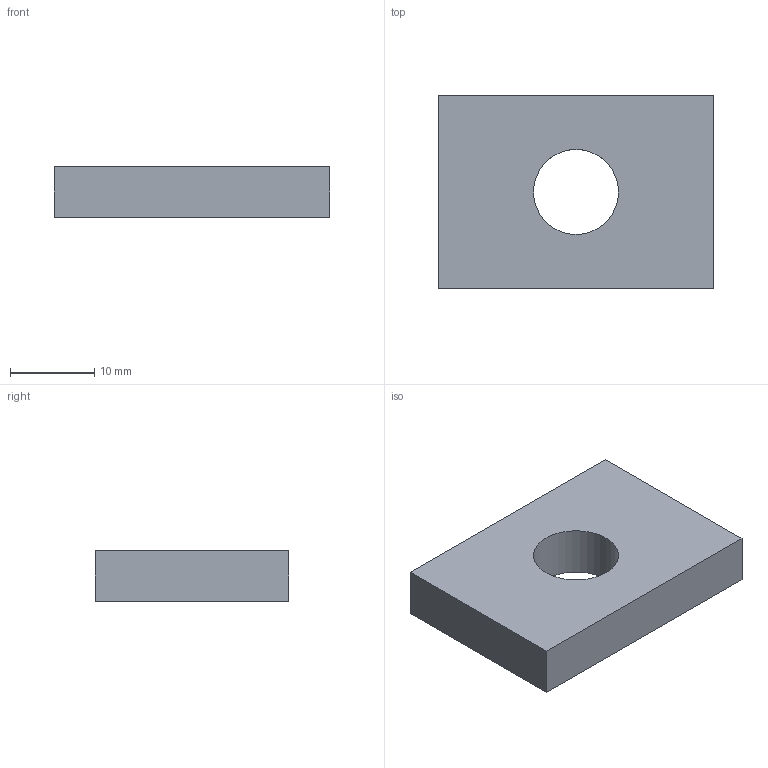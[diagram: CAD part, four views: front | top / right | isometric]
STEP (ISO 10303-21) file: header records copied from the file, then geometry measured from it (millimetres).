
FILE_DESCRIPTION((''),'2;1');
FILE_NAME('117983.stp','2010-08-05T15:34:26',('DMK009'),(''),'Autodesk Inventor 2010','Autodesk Inventor 2010','');
FILE_SCHEMA(('AUTOMOTIVE_DESIGN { 1 0 10303 214 1 1 1 1 }'));
Length unit declared in the file: millimetre
Products named in the file (1): Edelstahlschiebemutter für 38x24 bis 40x120
Bounding box: 32.8 x 23 x 6 mm (x, y, z)
Volume: 4045.2 mm3; surface area: 2208.4 mm2
Topology: 1 solids, 1 shells, 7 faces, 16 edges, 11 vertices
Faces by surface type: plane 6, bspline 1
Entity records: 229 total; most frequent: CARTESIAN_POINT 49, DIRECTION 30, ORIENTED_EDGE 28, EDGE_CURVE 14, VECTOR 12, LINE 12, VERTEX_POINT 10, EDGE_LOOP 10
